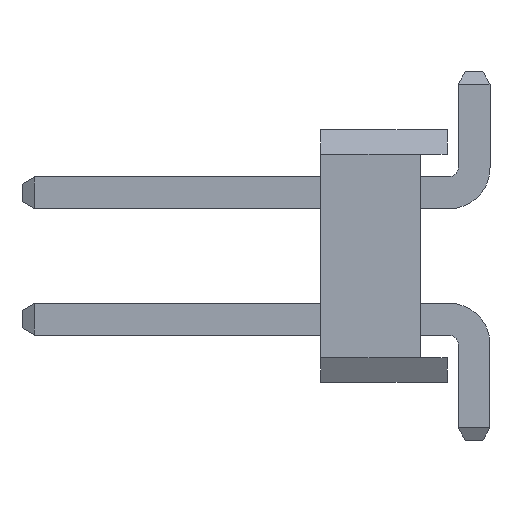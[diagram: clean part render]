
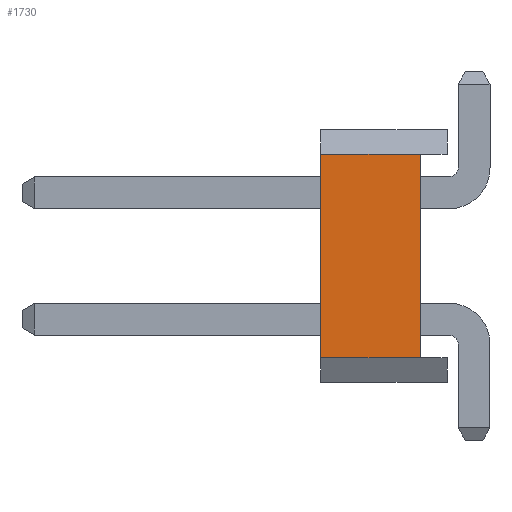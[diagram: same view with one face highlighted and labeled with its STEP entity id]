
A CAD part, left-side view. The second image highlights one B-rep face of the part: STEP entity #1730.
In plain terms, the highlighted planar face has unit normal (-1, 0, 0).
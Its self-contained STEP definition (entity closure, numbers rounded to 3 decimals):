
#11 = LINE ( 'NONE', #2705, #4212 ) ;
#92 = DIRECTION ( 'NONE',  ( 0., 0., 1. ) ) ;
#690 = ORIENTED_EDGE ( 'NONE', *, *, #3050, .T. ) ;
#986 = EDGE_CURVE ( 'NONE', #2154, #4356, #4626, .T. ) ;
#1401 = CARTESIAN_POINT ( 'NONE',  ( -8.86, 2.54, -2.04 ) ) ;
#1572 = DIRECTION ( 'NONE',  ( 0., 0., 1. ) ) ;
#1587 = DIRECTION ( 'NONE',  ( -1., 0., 0. ) ) ;
#1618 = EDGE_LOOP ( 'NONE', ( #1676, #690, #2720, #3229 ) ) ;
#1676 = ORIENTED_EDGE ( 'NONE', *, *, #3358, .T. ) ;
#1730 = ADVANCED_FACE ( 'NONE', ( #5111 ), #5636, .T. ) ;
#1739 = AXIS2_PLACEMENT_3D ( 'NONE', #2931, #1587, #1572 ) ;
#2154 = VERTEX_POINT ( 'NONE', #1401 ) ;
#2589 = CARTESIAN_POINT ( 'NONE',  ( -8.86, 2.54, -2.04 ) ) ;
#2705 = CARTESIAN_POINT ( 'NONE',  ( -8.86, 0.54, 2.04 ) ) ;
#2720 = ORIENTED_EDGE ( 'NONE', *, *, #986, .F. ) ;
#2839 = CARTESIAN_POINT ( 'NONE',  ( -8.86, 2.54, 2.04 ) ) ;
#2905 = CARTESIAN_POINT ( 'NONE',  ( -8.86, 2.54, 2.04 ) ) ;
#2931 = CARTESIAN_POINT ( 'NONE',  ( -8.86, 2.54, 2.54 ) ) ;
#3050 = EDGE_CURVE ( 'NONE', #3911, #4356, #3120, .T. ) ;
#3059 = DIRECTION ( 'NONE',  ( 0., 1., 0. ) ) ;
#3120 = LINE ( 'NONE', #2905, #5753 ) ;
#3143 = EDGE_CURVE ( 'NONE', #5721, #2154, #4221, .T. ) ;
#3229 = ORIENTED_EDGE ( 'NONE', *, *, #3143, .F. ) ;
#3260 = CARTESIAN_POINT ( 'NONE',  ( -8.86, 2.54, 2.54 ) ) ;
#3358 = EDGE_CURVE ( 'NONE', #5721, #3911, #11, .T. ) ;
#3911 = VERTEX_POINT ( 'NONE', #5647 ) ;
#4045 = DIRECTION ( 'NONE',  ( 0., 0., 1. ) ) ;
#4142 = VECTOR ( 'NONE', #3059, 1000. ) ;
#4212 = VECTOR ( 'NONE', #4045, 1000. ) ;
#4221 = LINE ( 'NONE', #2589, #4142 ) ;
#4356 = VERTEX_POINT ( 'NONE', #2839 ) ;
#4487 = VECTOR ( 'NONE', #92, 1000. ) ;
#4626 = LINE ( 'NONE', #3260, #4487 ) ;
#4660 = DIRECTION ( 'NONE',  ( 0., 1., 0. ) ) ;
#5018 = CARTESIAN_POINT ( 'NONE',  ( -8.86, 0.54, -2.04 ) ) ;
#5111 = FACE_OUTER_BOUND ( 'NONE', #1618, .T. ) ;
#5636 = PLANE ( 'NONE',  #1739 ) ;
#5647 = CARTESIAN_POINT ( 'NONE',  ( -8.86, 0.54, 2.04 ) ) ;
#5721 = VERTEX_POINT ( 'NONE', #5018 ) ;
#5753 = VECTOR ( 'NONE', #4660, 1000. ) ;
